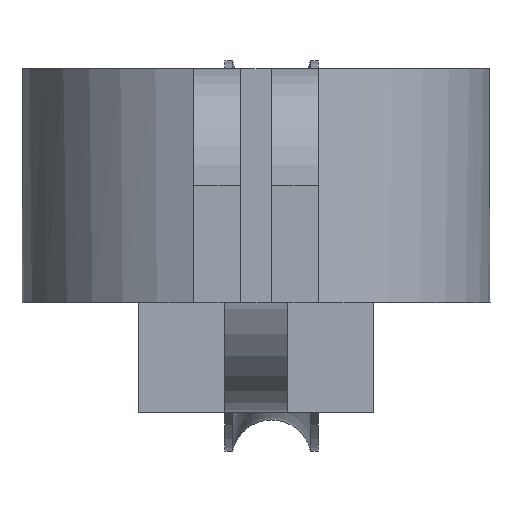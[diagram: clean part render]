
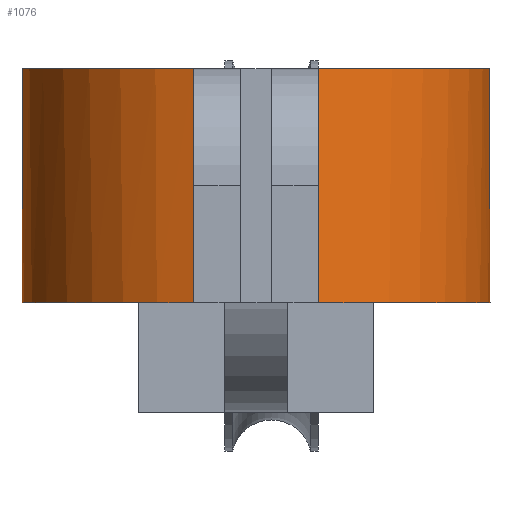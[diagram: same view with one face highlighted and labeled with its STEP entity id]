
A CAD part, left-side view. The second image highlights one B-rep face of the part: STEP entity #1076.
In plain terms, the highlighted cylindrical face has radius 15 mm (diameter 30 mm), a partial arc.
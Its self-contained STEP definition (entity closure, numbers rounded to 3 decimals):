
#45=B_SPLINE_CURVE_WITH_KNOTS('',3,(#1665,#1666,#1667,#1668,#1669,#1670,
#1671,#1672,#1673,#1674),.UNSPECIFIED.,.F.,.F.,(4,2,2,2,4),(0.318,
0.356,0.393,0.436,0.479),
 .UNSPECIFIED.);
#46=B_SPLINE_CURVE_WITH_KNOTS('',3,(#1687,#1688,#1689,#1690,#1691,#1692,
#1693,#1694,#1695,#1696),.UNSPECIFIED.,.F.,.F.,(4,2,2,2,4),(0.158,
0.201,0.243,0.281,0.318),
 .UNSPECIFIED.);
#118=FACE_OUTER_BOUND('',#181,.T.);
#181=EDGE_LOOP('',(#836,#837,#838,#839,#840,#841,#842,#843,#844,#845));
#247=LINE('',#1701,#345);
#257=LINE('',#1741,#355);
#259=LINE('',#1746,#357);
#260=LINE('',#1748,#358);
#345=VECTOR('',#1345,10.);
#355=VECTOR('',#1393,10.);
#357=VECTOR('',#1401,10.);
#358=VECTOR('',#1404,10.);
#426=CIRCLE('',#1159,15.);
#439=CIRCLE('',#1181,15.);
#441=CIRCLE('',#1184,15.);
#443=CIRCLE('',#1186,15.);
#481=VERTEX_POINT('',#1625);
#482=VERTEX_POINT('',#1627);
#495=VERTEX_POINT('',#1662);
#496=VERTEX_POINT('',#1664);
#500=VERTEX_POINT('',#1685);
#501=VERTEX_POINT('',#1686);
#502=VERTEX_POINT('',#1700);
#505=VERTEX_POINT('',#1711);
#508=VERTEX_POINT('',#1719);
#509=VERTEX_POINT('',#1721);
#584=EDGE_CURVE('',#481,#482,#426,.T.);
#602=EDGE_CURVE('',#495,#496,#45,.F.);
#608=EDGE_CURVE('',#500,#501,#46,.F.);
#611=EDGE_CURVE('',#502,#496,#247,.T.);
#615=EDGE_CURVE('',#495,#501,#439,.T.);
#617=EDGE_CURVE('',#505,#502,#441,.T.);
#623=EDGE_CURVE('',#509,#508,#443,.T.);
#633=EDGE_CURVE('',#500,#509,#257,.T.);
#635=EDGE_CURVE('',#508,#482,#259,.T.);
#636=EDGE_CURVE('',#505,#481,#260,.T.);
#836=ORIENTED_EDGE('',*,*,#633,.T.);
#837=ORIENTED_EDGE('',*,*,#623,.T.);
#838=ORIENTED_EDGE('',*,*,#635,.T.);
#839=ORIENTED_EDGE('',*,*,#584,.F.);
#840=ORIENTED_EDGE('',*,*,#636,.F.);
#841=ORIENTED_EDGE('',*,*,#617,.T.);
#842=ORIENTED_EDGE('',*,*,#611,.T.);
#843=ORIENTED_EDGE('',*,*,#602,.F.);
#844=ORIENTED_EDGE('',*,*,#615,.T.);
#845=ORIENTED_EDGE('',*,*,#608,.F.);
#1045=CYLINDRICAL_SURFACE('',#1201,15.);
#1076=ADVANCED_FACE('',(#118),#1045,.T.);
#1159=AXIS2_PLACEMENT_3D('',#1628,#1292,#1293);
#1181=AXIS2_PLACEMENT_3D('',#1707,#1352,#1353);
#1184=AXIS2_PLACEMENT_3D('',#1712,#1358,#1359);
#1186=AXIS2_PLACEMENT_3D('',#1722,#1366,#1367);
#1201=AXIS2_PLACEMENT_3D('',#1747,#1402,#1403);
#1292=DIRECTION('center_axis',(0.,0.,1.));
#1293=DIRECTION('ref_axis',(1.,0.,0.));
#1345=DIRECTION('',(0.,0.,1.));
#1352=DIRECTION('center_axis',(0.,0.,1.));
#1353=DIRECTION('ref_axis',(1.,0.,0.));
#1358=DIRECTION('center_axis',(0.,0.,1.));
#1359=DIRECTION('ref_axis',(1.,0.,0.));
#1366=DIRECTION('center_axis',(0.,0.,1.));
#1367=DIRECTION('ref_axis',(1.,0.,0.));
#1393=DIRECTION('',(0.,0.,-1.));
#1401=DIRECTION('',(0.,0.,1.));
#1402=DIRECTION('center_axis',(0.,0.,1.));
#1403=DIRECTION('ref_axis',(1.,0.,0.));
#1404=DIRECTION('',(0.,0.,1.));
#1625=CARTESIAN_POINT('',(-14.457,-4.,15.));
#1627=CARTESIAN_POINT('',(-14.457,4.,15.));
#1628=CARTESIAN_POINT('Origin',(0.,0.,15.));
#1662=CARTESIAN_POINT('',(13.519,-6.5,6.));
#1664=CARTESIAN_POINT('',(12.99,-7.5,5.));
#1665=CARTESIAN_POINT('Ctrl Pts',(12.99,-7.5,5.));
#1666=CARTESIAN_POINT('Ctrl Pts',(12.99,-7.5,5.125));
#1667=CARTESIAN_POINT('Ctrl Pts',(13.005,-7.475,5.257));
#1668=CARTESIAN_POINT('Ctrl Pts',(13.061,-7.377,5.497));
#1669=CARTESIAN_POINT('Ctrl Pts',(13.102,-7.305,5.605));
#1670=CARTESIAN_POINT('Ctrl Pts',(13.196,-7.132,5.786));
#1671=CARTESIAN_POINT('Ctrl Pts',(13.259,-7.017,5.867));
#1672=CARTESIAN_POINT('Ctrl Pts',(13.389,-6.765,5.974));
#1673=CARTESIAN_POINT('Ctrl Pts',(13.457,-6.628,6.));
#1674=CARTESIAN_POINT('Ctrl Pts',(13.519,-6.5,6.));
#1685=CARTESIAN_POINT('',(12.99,7.5,5.));
#1686=CARTESIAN_POINT('',(13.519,6.5,6.));
#1687=CARTESIAN_POINT('Ctrl Pts',(13.519,6.5,6.));
#1688=CARTESIAN_POINT('Ctrl Pts',(13.457,6.628,6.));
#1689=CARTESIAN_POINT('Ctrl Pts',(13.389,6.765,5.974));
#1690=CARTESIAN_POINT('Ctrl Pts',(13.259,7.017,5.867));
#1691=CARTESIAN_POINT('Ctrl Pts',(13.196,7.132,5.786));
#1692=CARTESIAN_POINT('Ctrl Pts',(13.102,7.305,5.605));
#1693=CARTESIAN_POINT('Ctrl Pts',(13.061,7.377,5.497));
#1694=CARTESIAN_POINT('Ctrl Pts',(13.005,7.475,5.257));
#1695=CARTESIAN_POINT('Ctrl Pts',(12.99,7.5,5.125));
#1696=CARTESIAN_POINT('Ctrl Pts',(12.99,7.5,5.));
#1700=CARTESIAN_POINT('',(12.99,-7.5,0.));
#1701=CARTESIAN_POINT('',(12.99,-7.5,0.));
#1707=CARTESIAN_POINT('Origin',(0.,0.,6.));
#1711=CARTESIAN_POINT('',(-14.457,-4.,0.));
#1712=CARTESIAN_POINT('Origin',(0.,0.,0.));
#1719=CARTESIAN_POINT('',(-14.457,4.,0.));
#1721=CARTESIAN_POINT('',(12.99,7.5,0.));
#1722=CARTESIAN_POINT('Origin',(0.,0.,0.));
#1741=CARTESIAN_POINT('',(12.99,7.5,0.));
#1746=CARTESIAN_POINT('',(-14.457,4.,0.));
#1747=CARTESIAN_POINT('Origin',(0.,0.,0.));
#1748=CARTESIAN_POINT('',(-14.457,-4.,0.));
